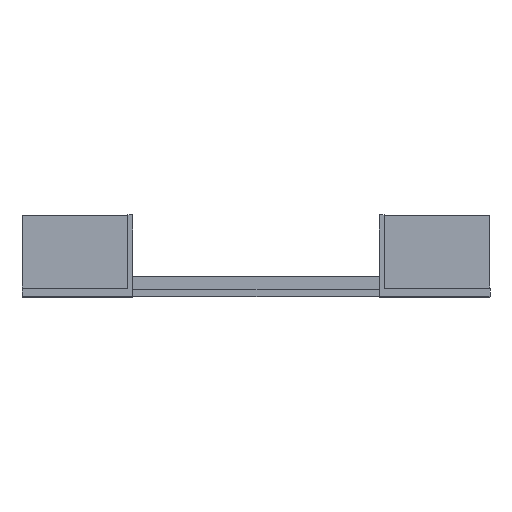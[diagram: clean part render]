
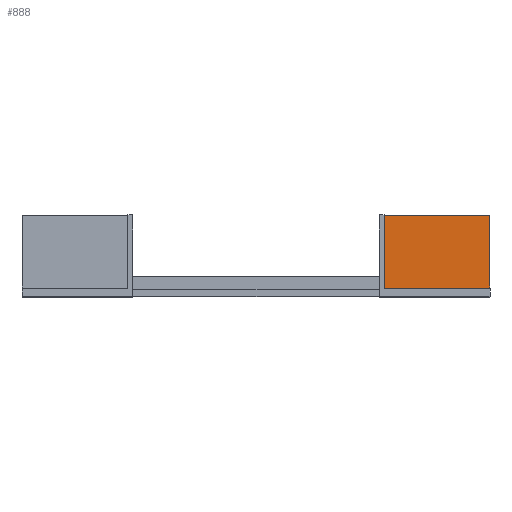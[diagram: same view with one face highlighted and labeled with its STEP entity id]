
A CAD part, top view. The second image highlights one B-rep face of the part: STEP entity #888.
In plain terms, the highlighted planar face has unit normal (0, 0, 1).
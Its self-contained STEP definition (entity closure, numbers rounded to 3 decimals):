
#26 = CARTESIAN_POINT ( 'NONE',  ( 95., 33., 52. ) ) ;
#209 = LINE ( 'NONE', #26, #2178 ) ;
#232 = VECTOR ( 'NONE', #926, 1000. ) ;
#272 = DIRECTION ( 'NONE',  ( 0., -1., 0. ) ) ;
#395 = DIRECTION ( 'NONE',  ( -1., 0., 0. ) ) ;
#464 = CARTESIAN_POINT ( 'NONE',  ( 52., 3., 52. ) ) ;
#598 = EDGE_CURVE ( 'NONE', #1171, #2139, #2198, .T. ) ;
#609 = CARTESIAN_POINT ( 'NONE',  ( 52., 33., 52. ) ) ;
#724 = ORIENTED_EDGE ( 'NONE', *, *, #598, .T. ) ;
#768 = ORIENTED_EDGE ( 'NONE', *, *, #883, .F. ) ;
#778 = DIRECTION ( 'NONE',  ( 1., 0., 0. ) ) ;
#864 = VECTOR ( 'NONE', #778, 1000. ) ;
#883 = EDGE_CURVE ( 'NONE', #1053, #2139, #1436, .T. ) ;
#888 = ADVANCED_FACE ( 'NONE', ( #1405 ), #1776, .F. ) ;
#926 = DIRECTION ( 'NONE',  ( 0., -1., 0. ) ) ;
#991 = CARTESIAN_POINT ( 'NONE',  ( 95., 3., 52. ) ) ;
#1014 = LINE ( 'NONE', #609, #1241 ) ;
#1053 = VERTEX_POINT ( 'NONE', #1496 ) ;
#1146 = EDGE_LOOP ( 'NONE', ( #724, #768, #1705, #1961 ) ) ;
#1171 = VERTEX_POINT ( 'NONE', #464 ) ;
#1241 = VECTOR ( 'NONE', #272, 1000. ) ;
#1405 = FACE_OUTER_BOUND ( 'NONE', #1146, .T. ) ;
#1436 = LINE ( 'NONE', #1758, #232 ) ;
#1438 = DIRECTION ( 'NONE',  ( 1., 0., 0. ) ) ;
#1489 = CARTESIAN_POINT ( 'NONE',  ( 95., 3., 52. ) ) ;
#1496 = CARTESIAN_POINT ( 'NONE',  ( 95., 33., 52. ) ) ;
#1521 = EDGE_CURVE ( 'NONE', #1599, #1053, #209, .T. ) ;
#1586 = CARTESIAN_POINT ( 'NONE',  ( 95., 33., 52. ) ) ;
#1599 = VERTEX_POINT ( 'NONE', #1948 ) ;
#1705 = ORIENTED_EDGE ( 'NONE', *, *, #1521, .F. ) ;
#1758 = CARTESIAN_POINT ( 'NONE',  ( 95., 33., 52. ) ) ;
#1776 = PLANE ( 'NONE',  #1984 ) ;
#1948 = CARTESIAN_POINT ( 'NONE',  ( 52., 33., 52. ) ) ;
#1961 = ORIENTED_EDGE ( 'NONE', *, *, #2271, .T. ) ;
#1970 = DIRECTION ( 'NONE',  ( 0., 0., -1. ) ) ;
#1984 = AXIS2_PLACEMENT_3D ( 'NONE', #1586, #1970, #395 ) ;
#2139 = VERTEX_POINT ( 'NONE', #991 ) ;
#2178 = VECTOR ( 'NONE', #1438, 1000. ) ;
#2198 = LINE ( 'NONE', #1489, #864 ) ;
#2271 = EDGE_CURVE ( 'NONE', #1599, #1171, #1014, .T. ) ;
